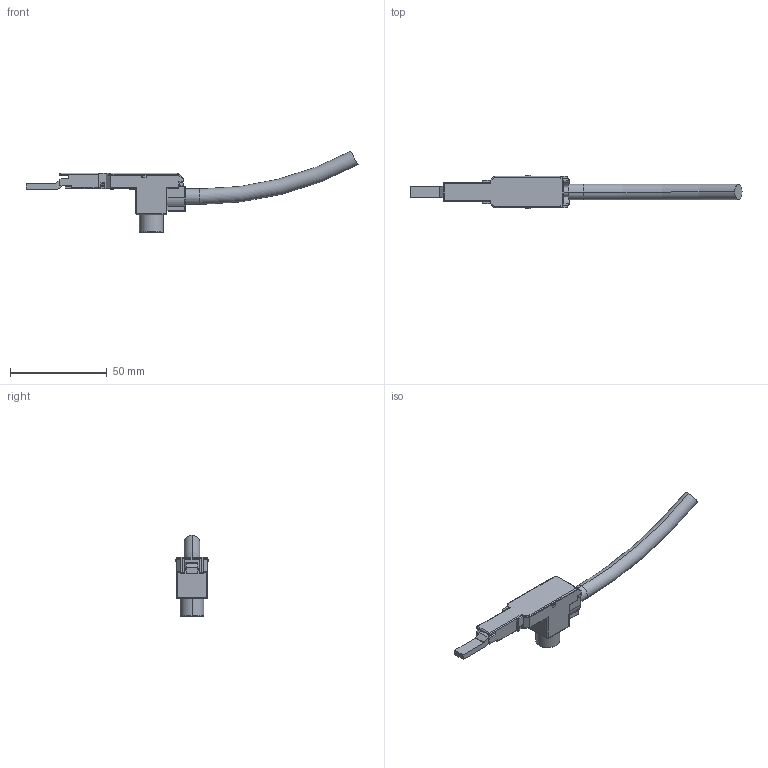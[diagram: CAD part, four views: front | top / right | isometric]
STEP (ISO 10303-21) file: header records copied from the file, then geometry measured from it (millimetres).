
FILE_DESCRIPTION (( 'STEP AP214' ), '1' );
FILE_NAME ('FD35UL傷赽.STEP', '2023-06-12T06:56:30', ( 'Windows User' ), ( 'P R C' ), 'SwSTEP 2.0', 'SolidWorks 2021', '' );
FILE_SCHEMA (( 'AUTOMOTIVE_DESIGN' ));
Length unit declared in the file: millimetre
Products named in the file (7): FD35UL絳盄; FD35UL傷赽; FD35UL諉盄傷-230406; FD35UL褲极; M10X11.5蹟佪; FD35UL諉揖沭-230406; FD35UL綴裔
Assembly tree (6 placements, depth 2):
  FD35UL傷赽
    FD35UL諉盄傷-230406
    FD35UL諉揖沭-230406
    M10X11.5蹟佪
    FD35UL褲极
    FD35UL綴裔
    FD35UL絳盄
Bounding box: 171.78 x 17.2 x 42.18 mm (x, y, z)
Volume: 12716.3 mm3; surface area: 14851.6 mm2
Topology: 6 solids, 6 shells, 632 faces, 1682 edges, 1061 vertices
Faces by surface type: plane 233, cylinder 184, bspline 152, cone 32, torus 19, sphere 12
Entity records: 78983 total; most frequent: CARTESIAN_POINT 63896, ORIENTED_EDGE 3340, DIRECTION 2330, EDGE_CURVE 1670, VERTEX_POINT 1061, LINE 788, VECTOR 788, AXIS2_PLACEMENT_3D 771
